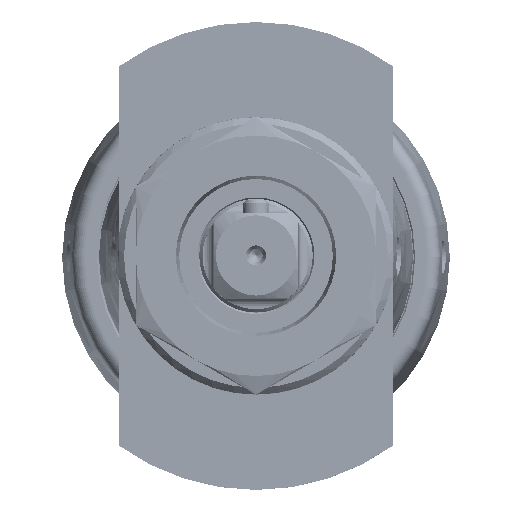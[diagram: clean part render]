
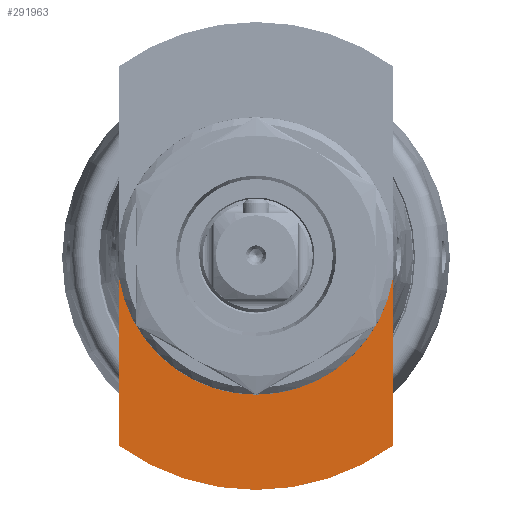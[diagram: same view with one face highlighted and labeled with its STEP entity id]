
A CAD part, top view. The second image highlights one B-rep face of the part: STEP entity #291963.
In plain terms, the highlighted planar face has unit normal (0, 0, 1).
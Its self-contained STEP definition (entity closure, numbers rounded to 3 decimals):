
#291447=CARTESIAN_POINT('',(0.,0.,8.));
#291448=DIRECTION('',(0.,0.,1.));
#291449=DIRECTION('',(-0.586,-0.811,0.));
#291450=AXIS2_PLACEMENT_3D('',#291447,#291448,#291449);
#291469=DIRECTION('',(0.,-1.,0.));
#291470=VECTOR('',#291469,25.157);
#291471=CARTESIAN_POINT('',(20.5,-3.211,8.));
#291472=LINE('',#291471,#291470);
#291476=DIRECTION('',(0.,1.,0.));
#291477=VECTOR('',#291476,25.157);
#291478=CARTESIAN_POINT('',(-20.5,-28.368,8.));
#291479=LINE('',#291478,#291477);
#291785=CARTESIAN_POINT('',(0.,0.,8.));
#291786=DIRECTION('',(0.,0.,-1.));
#291787=DIRECTION('',(0.988,-0.155,0.));
#291788=AXIS2_PLACEMENT_3D('',#291785,#291786,#291787);
#291845=CARTESIAN_POINT('',(20.5,-28.368,8.));
#291847=VERTEX_POINT('',#291845);
#291851=CARTESIAN_POINT('',(20.5,-3.211,8.));
#291852=VERTEX_POINT('',#291851);
#291853=CARTESIAN_POINT('',(-20.5,-28.368,8.));
#291854=CARTESIAN_POINT('',(-20.5,-3.211,8.));
#291855=VERTEX_POINT('',#291853);
#291856=VERTEX_POINT('',#291854);
#291949=CARTESIAN_POINT('',(0.,0.,8.));
#291950=DIRECTION('',(0.,0.,-1.));
#291951=DIRECTION('',(0.,-1.,0.));
#291952=AXIS2_PLACEMENT_3D('',#291949,#291950,#291951);
#291953=PLANE('',#291952);
#291955=ORIENTED_EDGE('',*,*,#291954,.T.);
#291956=ORIENTED_EDGE('',*,*,#291913,.F.);
#291958=ORIENTED_EDGE('',*,*,#291957,.T.);
#291960=ORIENTED_EDGE('',*,*,#291959,.F.);
#291961=EDGE_LOOP('',(#291955,#291956,#291958,#291960));
#291962=FACE_OUTER_BOUND('',#291961,.F.);
#291963=ADVANCED_FACE('',(#291962),#291953,.F.);
#291451=CIRCLE('',#291450,35.);
#291789=CIRCLE('',#291788,20.75);
#291913=EDGE_CURVE('',#291855,#291847,#291451,.T.);
#291954=EDGE_CURVE('',#291852,#291847,#291472,.T.);
#291957=EDGE_CURVE('',#291855,#291856,#291479,.T.);
#291959=EDGE_CURVE('',#291852,#291856,#291789,.T.);
